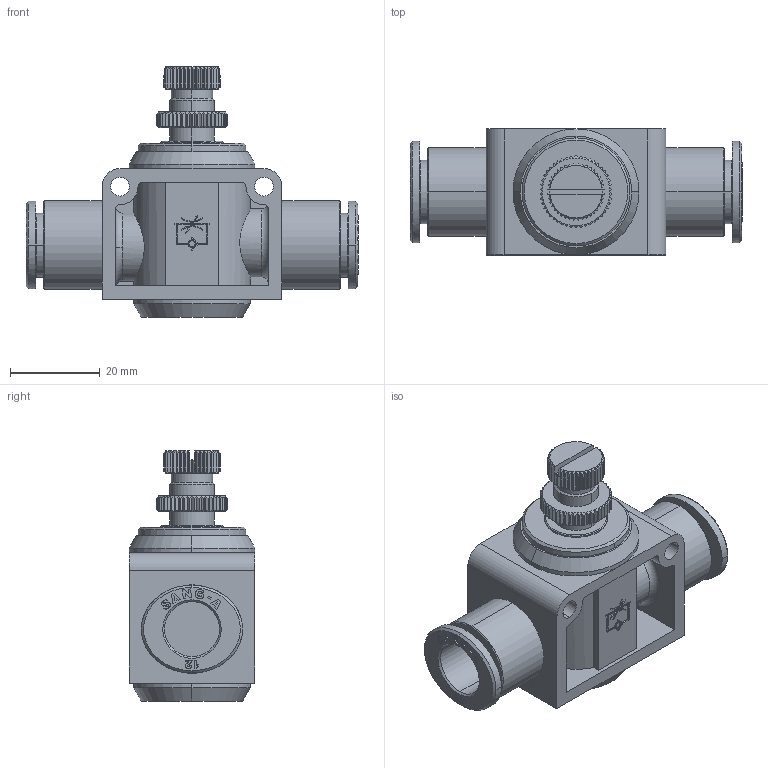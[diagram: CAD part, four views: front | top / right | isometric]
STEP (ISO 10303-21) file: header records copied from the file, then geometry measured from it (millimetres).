
FILE_DESCRIPTION (( 'STEP AP214' ), '1' );
FILE_NAME ('NSF12.STEP', '2015-10-29T15:19:08', ( '' ), ( '' ), 'SwSTEP 2.0', 'SolidWorks 2015', '' );
FILE_SCHEMA (( 'AUTOMOTIVE_DESIGN' ));
Length unit declared in the file: millimetre
Products named in the file (2): ｦ+ﾃｦ1_1; NSF12
Assembly tree (1 placements, depth 2):
  NSF12
    ｦ+ﾃｦ1_1
Bounding box: 73.8 x 28 x 55.6 mm (x, y, z)
Volume: 36556.3 mm3; surface area: 14768.2 mm2
Topology: 1 solids, 1 shells, 1282 faces, 3517 edges, 2278 vertices
Faces by surface type: plane 927, cylinder 214, cone 118, bspline 18, torus 5
Entity records: 44272 total; most frequent: CARTESIAN_POINT 11850, ORIENTED_EDGE 7034, DIRECTION 5990, EDGE_CURVE 3517, LINE 2546, VECTOR 2546, VERTEX_POINT 2278, AXIS2_PLACEMENT_3D 1722
